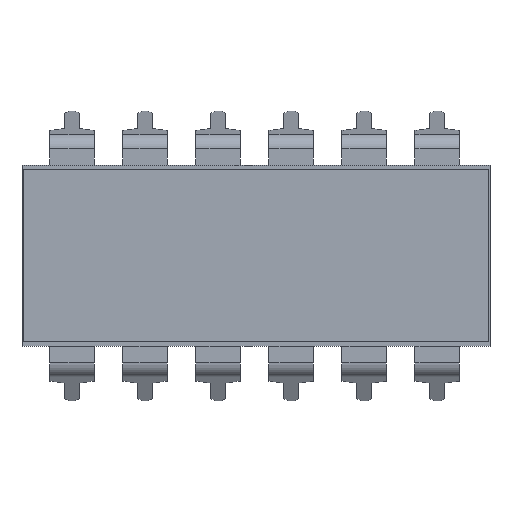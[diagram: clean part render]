
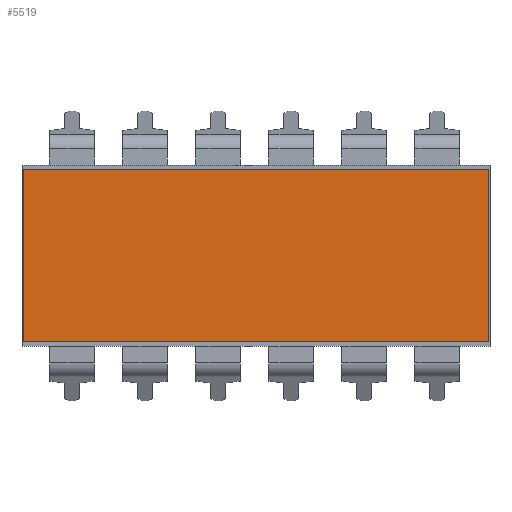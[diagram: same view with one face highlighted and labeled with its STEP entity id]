
A CAD part, top view. The second image highlights one B-rep face of the part: STEP entity #5519.
In plain terms, the highlighted planar face has unit normal (0, 0, 1).
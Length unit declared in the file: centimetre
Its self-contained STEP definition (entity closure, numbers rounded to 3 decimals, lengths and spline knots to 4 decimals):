
#389=FACE_OUTER_BOUND('',#691,.T.);
#691=EDGE_LOOP('',(#4962,#4963,#4964,#4965));
#1414=LINE('',#8822,#2140);
#1415=LINE('',#8824,#2141);
#1416=LINE('',#8826,#2142);
#1417=LINE('',#8827,#2143);
#2140=VECTOR('',#7250,1.);
#2141=VECTOR('',#7251,1.);
#2142=VECTOR('',#7252,1.);
#2143=VECTOR('',#7253,1.);
#2656=VERTEX_POINT('',#8820);
#2657=VERTEX_POINT('',#8821);
#2658=VERTEX_POINT('',#8823);
#2659=VERTEX_POINT('',#8825);
#3426=EDGE_CURVE('',#2656,#2657,#1414,.T.);
#3427=EDGE_CURVE('',#2657,#2658,#1415,.T.);
#3428=EDGE_CURVE('',#2658,#2659,#1416,.T.);
#3429=EDGE_CURVE('',#2659,#2656,#1417,.T.);
#4962=ORIENTED_EDGE('',*,*,#3426,.T.);
#4963=ORIENTED_EDGE('',*,*,#3427,.T.);
#4964=ORIENTED_EDGE('',*,*,#3428,.T.);
#4965=ORIENTED_EDGE('',*,*,#3429,.T.);
#5236=PLANE('',#5871);
#5519=ADVANCED_FACE('',(#389),#5236,.F.);
#5871=AXIS2_PLACEMENT_3D('',#8819,#7248,#7249);
#7248=DIRECTION('center_axis',(0.,0.,-1.));
#7249=DIRECTION('ref_axis',(1.,0.,0.));
#7250=DIRECTION('',(1.,0.,0.));
#7251=DIRECTION('',(0.,1.,0.));
#7252=DIRECTION('',(-1.,0.,0.));
#7253=DIRECTION('',(0.,-1.,0.));
#8819=CARTESIAN_POINT('Origin',(0.,0.,
0.313));
#8820=CARTESIAN_POINT('',(-0.81,-0.3,0.313));
#8821=CARTESIAN_POINT('',(0.81,-0.3,0.313));
#8822=CARTESIAN_POINT('',(-0.81,-0.3,0.313));
#8823=CARTESIAN_POINT('',(0.81,0.3,0.313));
#8824=CARTESIAN_POINT('',(0.81,-0.3,0.313));
#8825=CARTESIAN_POINT('',(-0.81,0.3,0.313));
#8826=CARTESIAN_POINT('',(0.81,0.3,0.313));
#8827=CARTESIAN_POINT('',(-0.81,0.3,0.313));
